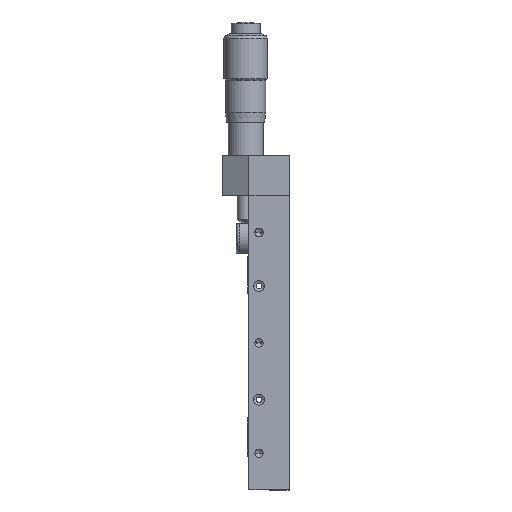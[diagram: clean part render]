
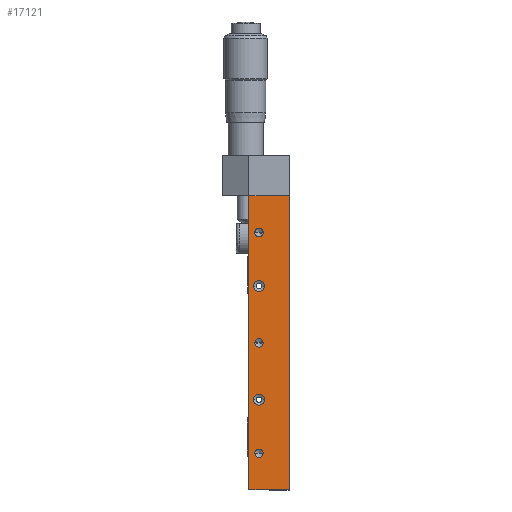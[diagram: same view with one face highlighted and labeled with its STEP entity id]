
A CAD part, front view. The second image highlights one B-rep face of the part: STEP entity #17121.
In plain terms, the highlighted planar face has unit normal (0, -1, 0).
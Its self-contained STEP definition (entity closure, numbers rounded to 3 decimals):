
#235 = CARTESIAN_POINT ( 'NONE',  ( -3., -50., -33. ) ) ;
#416 = CARTESIAN_POINT ( 'NONE',  ( -4.65, -50., -33. ) ) ;
#601 = AXIS2_PLACEMENT_3D ( 'NONE', #25819, #13007, #4439 ) ;
#602 = FACE_OUTER_BOUND ( 'NONE', #24677, .T. ) ;
#1230 = ORIENTED_EDGE ( 'NONE', *, *, #22897, .F. ) ;
#1699 = ORIENTED_EDGE ( 'NONE', *, *, #26496, .F. ) ;
#2256 = CARTESIAN_POINT ( 'NONE',  ( -1.75, -50., -83. ) ) ;
#2390 = AXIS2_PLACEMENT_3D ( 'NONE', #26065, #6669, #24128 ) ;
#2700 = FACE_BOUND ( 'NONE', #12889, .T. ) ;
#2831 = EDGE_CURVE ( 'NONE', #26061, #22198, #16007, .T. ) ;
#3133 = EDGE_CURVE ( 'NONE', #27824, #17569, #11686, .T. ) ;
#3231 = DIRECTION ( 'NONE',  ( 0., 0., -1. ) ) ;
#3407 = CARTESIAN_POINT ( 'NONE',  ( -4.25, -50., -17. ) ) ;
#3457 = DIRECTION ( 'NONE',  ( 1., 0., 0. ) ) ;
#3674 = VERTEX_POINT ( 'NONE', #9198 ) ;
#3703 = EDGE_LOOP ( 'NONE', ( #13421, #20288 ) ) ;
#4030 = DIRECTION ( 'NONE',  ( 0., -1., 0. ) ) ;
#4271 = CARTESIAN_POINT ( 'NONE',  ( 6., -50., -6. ) ) ;
#4439 = DIRECTION ( 'NONE',  ( 1., 0., 0. ) ) ;
#4531 = VECTOR ( 'NONE', #3231, 1000. ) ;
#4884 = CIRCLE ( 'NONE', #9826, 1.25 ) ;
#4892 = DIRECTION ( 'NONE',  ( 1., 0., 0. ) ) ;
#5080 = VERTEX_POINT ( 'NONE', #2256 ) ;
#5329 = LINE ( 'NONE', #20550, #4531 ) ;
#5581 = AXIS2_PLACEMENT_3D ( 'NONE', #8342, #6514, #6368 ) ;
#5773 = DIRECTION ( 'NONE',  ( 0., -1., 0. ) ) ;
#5981 = CIRCLE ( 'NONE', #14975, 1.25 ) ;
#6053 = DIRECTION ( 'NONE',  ( 1., 0., 0. ) ) ;
#6142 = EDGE_CURVE ( 'NONE', #21421, #11945, #21769, .T. ) ;
#6147 = CARTESIAN_POINT ( 'NONE',  ( 6., -50., -6. ) ) ;
#6342 = VECTOR ( 'NONE', #21445, 1000. ) ;
#6368 = DIRECTION ( 'NONE',  ( 1., 0., 0. ) ) ;
#6514 = DIRECTION ( 'NONE',  ( 0., -1., 0. ) ) ;
#6652 = PLANE ( 'NONE',  #7548 ) ;
#6669 = DIRECTION ( 'NONE',  ( 0., -1., 0. ) ) ;
#7144 = CARTESIAN_POINT ( 'NONE',  ( 6., -50., -94. ) ) ;
#7205 = EDGE_CURVE ( 'NONE', #7671, #20017, #17218, .T. ) ;
#7345 = EDGE_LOOP ( 'NONE', ( #1699, #1230 ) ) ;
#7548 = AXIS2_PLACEMENT_3D ( 'NONE', #8902, #13265, #23820 ) ;
#7671 = VERTEX_POINT ( 'NONE', #17464 ) ;
#7805 = CIRCLE ( 'NONE', #2390, 1.25 ) ;
#7889 = CARTESIAN_POINT ( 'NONE',  ( -1.35, -50., -67. ) ) ;
#7932 = ORIENTED_EDGE ( 'NONE', *, *, #7205, .F. ) ;
#7970 = ORIENTED_EDGE ( 'NONE', *, *, #21384, .F. ) ;
#7987 = EDGE_LOOP ( 'NONE', ( #9127, #16621 ) ) ;
#8106 = DIRECTION ( 'NONE',  ( 0., 0., -1. ) ) ;
#8342 = CARTESIAN_POINT ( 'NONE',  ( -3., -50., -50. ) ) ;
#8443 = VERTEX_POINT ( 'NONE', #26205 ) ;
#8661 = ORIENTED_EDGE ( 'NONE', *, *, #21924, .T. ) ;
#8810 = DIRECTION ( 'NONE',  ( 1., 0., 0. ) ) ;
#8902 = CARTESIAN_POINT ( 'NONE',  ( 6., -50., -6. ) ) ;
#9014 = AXIS2_PLACEMENT_3D ( 'NONE', #235, #4030, #8810 ) ;
#9127 = ORIENTED_EDGE ( 'NONE', *, *, #12311, .F. ) ;
#9198 = CARTESIAN_POINT ( 'NONE',  ( -1.75, -50., -17. ) ) ;
#9213 = CARTESIAN_POINT ( 'NONE',  ( -3., -50., -83. ) ) ;
#9396 = ORIENTED_EDGE ( 'NONE', *, *, #6142, .F. ) ;
#9484 = VECTOR ( 'NONE', #8106, 1000. ) ;
#9533 = ORIENTED_EDGE ( 'NONE', *, *, #22507, .F. ) ;
#9620 = ORIENTED_EDGE ( 'NONE', *, *, #2831, .T. ) ;
#9826 = AXIS2_PLACEMENT_3D ( 'NONE', #24045, #10798, #15598 ) ;
#10350 = LINE ( 'NONE', #6147, #9484 ) ;
#10446 = CIRCLE ( 'NONE', #19437, 1.65 ) ;
#10462 = CARTESIAN_POINT ( 'NONE',  ( -3., -50., -67. ) ) ;
#10798 = DIRECTION ( 'NONE',  ( 0., -1., 0. ) ) ;
#11504 = AXIS2_PLACEMENT_3D ( 'NONE', #9213, #26078, #23713 ) ;
#11686 = CIRCLE ( 'NONE', #9014, 1.65 ) ;
#11926 = CARTESIAN_POINT ( 'NONE',  ( -3., -50., -17. ) ) ;
#11945 = VERTEX_POINT ( 'NONE', #26004 ) ;
#12062 = DIRECTION ( 'NONE',  ( 0., -1., 0. ) ) ;
#12311 = EDGE_CURVE ( 'NONE', #5080, #8443, #24549, .T. ) ;
#12889 = EDGE_LOOP ( 'NONE', ( #9396, #18429 ) ) ;
#13007 = DIRECTION ( 'NONE',  ( 0., -1., 0. ) ) ;
#13265 = DIRECTION ( 'NONE',  ( 0., 1., 0. ) ) ;
#13421 = ORIENTED_EDGE ( 'NONE', *, *, #24640, .F. ) ;
#13888 = DIRECTION ( 'NONE',  ( 1., 0., 0. ) ) ;
#13927 = DIRECTION ( 'NONE',  ( 1., 0., 0. ) ) ;
#14388 = AXIS2_PLACEMENT_3D ( 'NONE', #10462, #25238, #3457 ) ;
#14588 = VERTEX_POINT ( 'NONE', #3407 ) ;
#14689 = FACE_BOUND ( 'NONE', #3703, .T. ) ;
#14975 = AXIS2_PLACEMENT_3D ( 'NONE', #11926, #12062, #13888 ) ;
#15171 = CARTESIAN_POINT ( 'NONE',  ( 6., -50., -94. ) ) ;
#15433 = CIRCLE ( 'NONE', #601, 1.25 ) ;
#15568 = CARTESIAN_POINT ( 'NONE',  ( -1.75, -50., -50. ) ) ;
#15598 = DIRECTION ( 'NONE',  ( 1., 0., 0. ) ) ;
#15738 = CIRCLE ( 'NONE', #14388, 1.65 ) ;
#15770 = DIRECTION ( 'NONE',  ( 0., -1., 0. ) ) ;
#16007 = LINE ( 'NONE', #7144, #17605 ) ;
#16140 = EDGE_LOOP ( 'NONE', ( #24807, #7970 ) ) ;
#16621 = ORIENTED_EDGE ( 'NONE', *, *, #25851, .F. ) ;
#17121 = ADVANCED_FACE ( 'NONE', ( #19191, #14689, #23279, #21158, #2700, #602 ), #6652, .F. ) ;
#17218 = LINE ( 'NONE', #4271, #6342 ) ;
#17464 = CARTESIAN_POINT ( 'NONE',  ( -6., -50., -6. ) ) ;
#17558 = EDGE_CURVE ( 'NONE', #11945, #21421, #4884, .T. ) ;
#17569 = VERTEX_POINT ( 'NONE', #25983 ) ;
#17605 = VECTOR ( 'NONE', #4892, 1000. ) ;
#17923 = CARTESIAN_POINT ( 'NONE',  ( -6., -50., -94. ) ) ;
#18429 = ORIENTED_EDGE ( 'NONE', *, *, #17558, .F. ) ;
#19191 = FACE_BOUND ( 'NONE', #7345, .T. ) ;
#19437 = AXIS2_PLACEMENT_3D ( 'NONE', #26581, #15770, #13927 ) ;
#19756 = VERTEX_POINT ( 'NONE', #7889 ) ;
#19998 = AXIS2_PLACEMENT_3D ( 'NONE', #20564, #5773, #6053 ) ;
#20017 = VERTEX_POINT ( 'NONE', #26550 ) ;
#20288 = ORIENTED_EDGE ( 'NONE', *, *, #3133, .F. ) ;
#20550 = CARTESIAN_POINT ( 'NONE',  ( -6., -50., -6. ) ) ;
#20564 = CARTESIAN_POINT ( 'NONE',  ( -3., -50., -67. ) ) ;
#21158 = FACE_BOUND ( 'NONE', #16140, .T. ) ;
#21384 = EDGE_CURVE ( 'NONE', #14588, #3674, #15433, .T. ) ;
#21421 = VERTEX_POINT ( 'NONE', #15568 ) ;
#21445 = DIRECTION ( 'NONE',  ( 1., 0., 0. ) ) ;
#21769 = CIRCLE ( 'NONE', #5581, 1.25 ) ;
#21924 = EDGE_CURVE ( 'NONE', #7671, #26061, #5329, .T. ) ;
#22198 = VERTEX_POINT ( 'NONE', #15171 ) ;
#22210 = CARTESIAN_POINT ( 'NONE',  ( -4.65, -50., -67. ) ) ;
#22350 = VERTEX_POINT ( 'NONE', #22210 ) ;
#22507 = EDGE_CURVE ( 'NONE', #20017, #22198, #10350, .T. ) ;
#22897 = EDGE_CURVE ( 'NONE', #22350, #19756, #15738, .T. ) ;
#23279 = FACE_BOUND ( 'NONE', #7987, .T. ) ;
#23713 = DIRECTION ( 'NONE',  ( 1., 0., 0. ) ) ;
#23820 = DIRECTION ( 'NONE',  ( -1., 0., 0. ) ) ;
#24045 = CARTESIAN_POINT ( 'NONE',  ( -3., -50., -50. ) ) ;
#24128 = DIRECTION ( 'NONE',  ( 1., 0., 0. ) ) ;
#24549 = CIRCLE ( 'NONE', #11504, 1.25 ) ;
#24640 = EDGE_CURVE ( 'NONE', #17569, #27824, #10446, .T. ) ;
#24677 = EDGE_LOOP ( 'NONE', ( #9620, #9533, #7932, #8661 ) ) ;
#24807 = ORIENTED_EDGE ( 'NONE', *, *, #25331, .F. ) ;
#25238 = DIRECTION ( 'NONE',  ( 0., -1., 0. ) ) ;
#25331 = EDGE_CURVE ( 'NONE', #3674, #14588, #5981, .T. ) ;
#25819 = CARTESIAN_POINT ( 'NONE',  ( -3., -50., -17. ) ) ;
#25851 = EDGE_CURVE ( 'NONE', #8443, #5080, #7805, .T. ) ;
#25983 = CARTESIAN_POINT ( 'NONE',  ( -1.35, -50., -33. ) ) ;
#26004 = CARTESIAN_POINT ( 'NONE',  ( -4.25, -50., -50. ) ) ;
#26061 = VERTEX_POINT ( 'NONE', #17923 ) ;
#26065 = CARTESIAN_POINT ( 'NONE',  ( -3., -50., -83. ) ) ;
#26078 = DIRECTION ( 'NONE',  ( 0., -1., 0. ) ) ;
#26205 = CARTESIAN_POINT ( 'NONE',  ( -4.25, -50., -83. ) ) ;
#26496 = EDGE_CURVE ( 'NONE', #19756, #22350, #27604, .T. ) ;
#26550 = CARTESIAN_POINT ( 'NONE',  ( 6., -50., -6. ) ) ;
#26581 = CARTESIAN_POINT ( 'NONE',  ( -3., -50., -33. ) ) ;
#27604 = CIRCLE ( 'NONE', #19998, 1.65 ) ;
#27824 = VERTEX_POINT ( 'NONE', #416 ) ;
